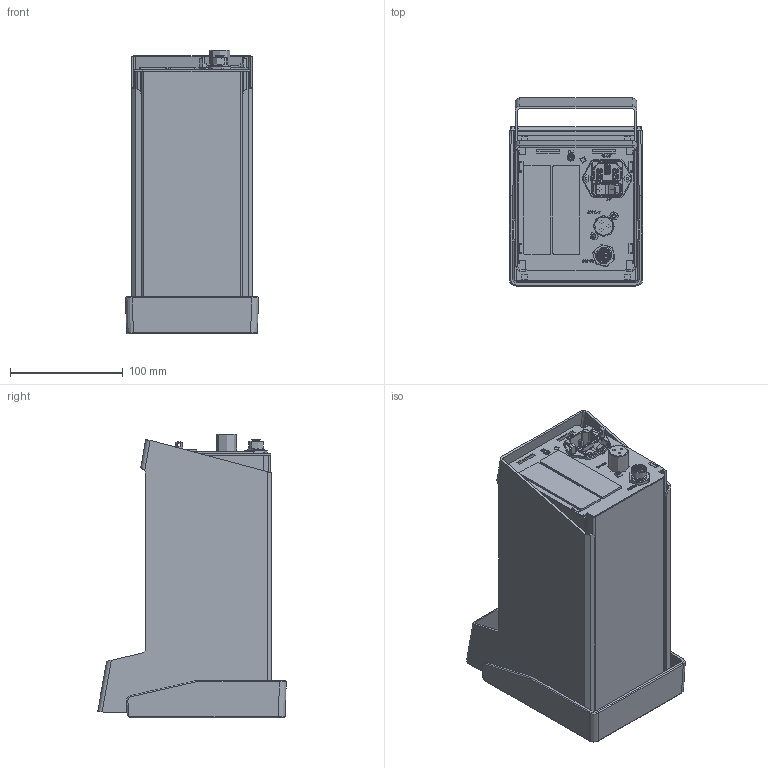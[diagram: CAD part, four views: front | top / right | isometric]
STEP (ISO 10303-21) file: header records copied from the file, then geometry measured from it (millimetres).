
FILE_DESCRIPTION(/* description */ (''),/* implementation_level */ '2;1');
FILE_NAME(/* name */ 'PE900009.stp',/* time_stamp */ '2021-12-06T10:47:07+01:00',/* author */ ('JGermann'),/* organization */ (''),/* preprocessor_version */ 'ST-DEVELOPER v18.1',/* originating_system */ 'Autodesk Inventor 2021',/* authorisation */ '');
FILE_SCHEMA (('AUTOMOTIVE_DESIGN { 1 0 10303 214 3 1 1 }'));
Products named in the file (1): PE 900 009
Bounding box: 118.23 x 167.44 x 252 mm (x, y, z)
Volume: 507157.6 mm3; surface area: 492950.7 mm2
Topology: 34 solids, 34 shells, 3182 faces, 8487 edges, 5539 vertices
Faces by surface type: plane 1847, cylinder 573, bspline 553, cone 133, torus 58, sphere 18
Full cylindrical faces by diameter (mm): 1 x4, 1.1 x4, 1.2 x1, 1.4 x5, 1.6 x4, 2.2 x2, 2.459 x46, 2.5 x1, 2.6 x1, 2.7 x4, 3 x68, 3.2 x2, 3.242 x1, 3.3 x4, 3.4 x2, 3.5 x5, 3.65 x4, 4 x5, 4.3 x2, 4.5 x2, 5.017 x1, 5.38 x1, 5.4 x1, 6.3 x2, 6.344 x1, 7.5 x1, 7.6 x2, 7.87 x1, 8 x2, 10.917 x1
Entity records: 120357 total; most frequent: CARTESIAN_POINT 40438, ORIENTED_EDGE 16920, DIRECTION 13810, EDGE_CURVE 8460, LINE 5768, VECTOR 5768, VERTEX_POINT 5539, AXIS2_PLACEMENT_3D 4021
